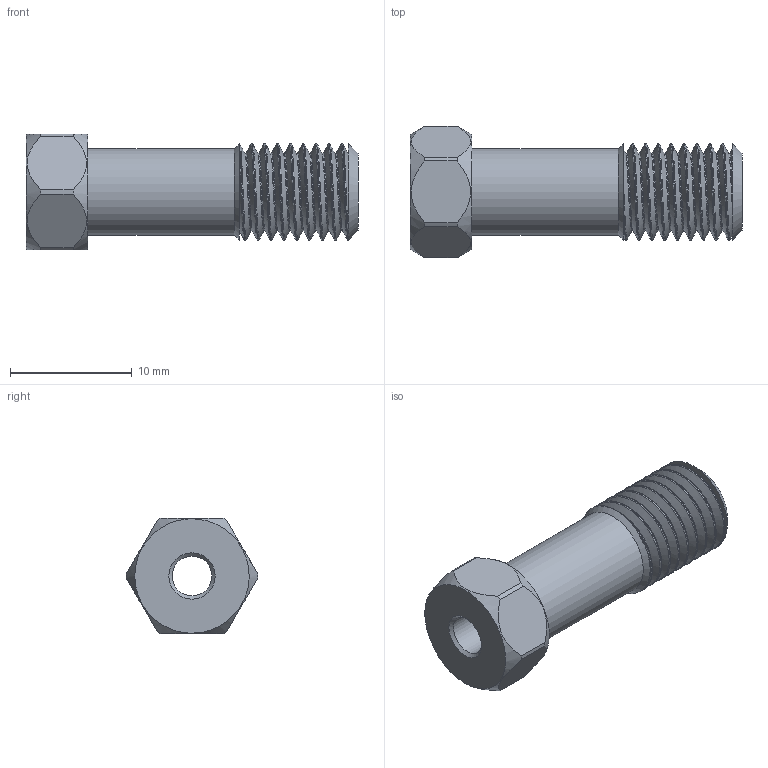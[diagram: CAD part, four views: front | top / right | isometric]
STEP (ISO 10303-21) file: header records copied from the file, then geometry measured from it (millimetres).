
FILE_DESCRIPTION((''),'2;1');
FILE_NAME('310138-XLZN2 Internal nut.stp','2013-08-22T10:09:01',('Franzp'),(''),'Autodesk Inventor 2013','Autodesk Inventor 2013','');
FILE_SCHEMA(('AUTOMOTIVE_DESIGN { 1 0 10303 214 1 1 1 1 }'));
Length unit declared in the file: millimetre
Products named in the file (1): 311906
Bounding box: 27.3 x 10.8 x 9.53 mm (x, y, z)
Volume: 1056.8 mm3; surface area: 1654 mm2
Topology: 2 solids, 2 shells, 36 faces, 84 edges, 56 vertices
Faces by surface type: plane 14, cylinder 11, bspline 6, cone 5
Full cylindrical faces by diameter (mm): 3.27 x1, 6.368 x2, 7.137 x1
Entity records: 4401 total; most frequent: CARTESIAN_POINT 3654, ORIENTED_EDGE 144, DIRECTION 132, EDGE_CURVE 72, AXIS2_PLACEMENT_3D 60, VERTEX_POINT 53, EDGE_LOOP 53, FACE_OUTER_BOUND 36
